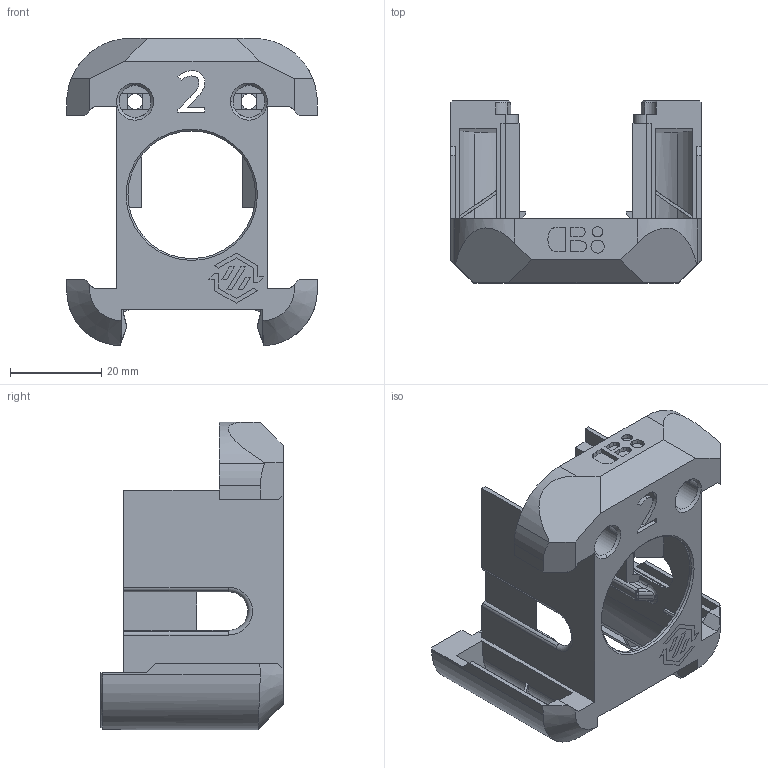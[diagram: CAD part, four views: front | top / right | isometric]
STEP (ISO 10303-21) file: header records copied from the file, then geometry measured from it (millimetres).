
FILE_DESCRIPTION (( 'STEP AP203' ), '1' );
FILE_NAME ('Stealthchanger_DB_Cowl_T2.STEP', '2024-02-20T07:38:32', ( '' ), ( '' ), 'SwSTEP 2.0', 'SolidWorks 2022', '' );
FILE_SCHEMA (( 'CONFIG_CONTROL_DESIGN' ));
Length unit declared in the file: millimetre
Products named in the file (3): SC Logo cutout; Stealthchanger_DB_Cowl_T2
Assembly tree (2 placements, depth 2):
  Stealthchanger_DB_Cowl_T2
    Stealthchanger_DB_Cowl_T2
    SC Logo cutout
Bounding box: 55 x 40 x 67.41 mm (x, y, z)
Volume: 16513.1 mm3; surface area: 18659.3 mm2
Topology: 2 solids, 3 shells, 516 faces, 1405 edges, 900 vertices
Faces by surface type: plane 278, cylinder 134, bspline 58, cone 32, sphere 8, torus 6
Entity records: 17783 total; most frequent: CARTESIAN_POINT 4963, ORIENTED_EDGE 2798, DIRECTION 2325, EDGE_CURVE 1399, LINE 925, VECTOR 925, VERTEX_POINT 900, AXIS2_PLACEMENT_3D 700
